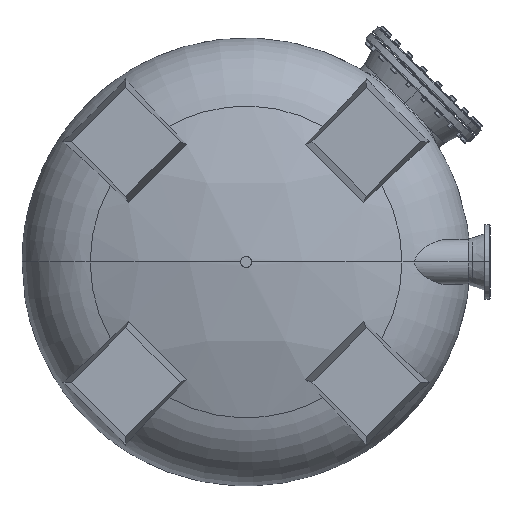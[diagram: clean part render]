
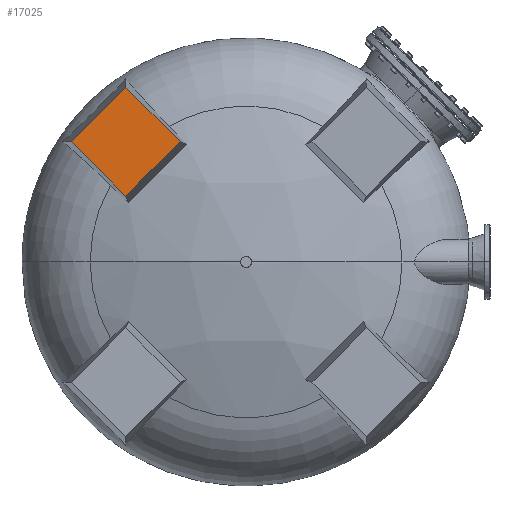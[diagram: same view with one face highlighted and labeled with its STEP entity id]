
A CAD part, front view. The second image highlights one B-rep face of the part: STEP entity #17025.
In plain terms, the highlighted planar face has unit normal (0, -1, 0).
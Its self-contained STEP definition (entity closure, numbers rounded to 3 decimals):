
#468 = CARTESIAN_POINT ( 'NONE',  ( -646.384, -1607.194, 733.637 ) ) ;
#1339 = FACE_OUTER_BOUND ( 'NONE', #44026, .T. ) ;
#3140 = CARTESIAN_POINT ( 'NONE',  ( -398.897, -1607.194, 486.149 ) ) ;
#3494 = B_SPLINE_CURVE_WITH_KNOTS ( 'NONE', 3,
 ( #45106, #24317, #28871, #32680 ),
 .UNSPECIFIED., .F., .F.,
 ( 4, 4 ),
 ( 0., 1. ),
 .UNSPECIFIED. ) ;
#5636 = PLANE ( 'NONE',  #12674 ) ;
#5839 = EDGE_CURVE ( 'NONE', #46975, #38995, #41597, .T. ) ;
#6073 = CARTESIAN_POINT ( 'NONE',  ( -646.384, -1607.194, 733.637 ) ) ;
#11583 = CARTESIAN_POINT ( 'NONE',  ( -481.393, -1607.194, 568.645 ) ) ;
#12674 = AXIS2_PLACEMENT_3D ( 'NONE', #35911, #47302, #31612 ) ;
#14315 = VERTEX_POINT ( 'NONE', #23929 ) ;
#15023 = CARTESIAN_POINT ( 'NONE',  ( -646.384, -1607.194, 733.637 ) ) ;
#15840 = EDGE_CURVE ( 'NONE', #38995, #36819, #29864, .T. ) ;
#17025 = ADVANCED_FACE ( 'NONE', ( #1339 ), #5636, .T. ) ;
#19108 = CARTESIAN_POINT ( 'NONE',  ( -728.88, -1607.194, 651.141 ) ) ;
#20582 = ORIENTED_EDGE ( 'NONE', *, *, #15840, .F. ) ;
#20601 = ORIENTED_EDGE ( 'NONE', *, *, #28636, .F. ) ;
#23836 = CARTESIAN_POINT ( 'NONE',  ( -563.888, -1607.194, 651.141 ) ) ;
#23929 = CARTESIAN_POINT ( 'NONE',  ( -646.384, -1607.194, 238.662 ) ) ;
#24317 = CARTESIAN_POINT ( 'NONE',  ( -728.88, -1607.194, 321.158 ) ) ;
#28636 = EDGE_CURVE ( 'NONE', #36819, #14315, #52835, .T. ) ;
#28871 = CARTESIAN_POINT ( 'NONE',  ( -811.376, -1607.194, 403.654 ) ) ;
#29864 = B_SPLINE_CURVE_WITH_KNOTS ( 'NONE', 3,
 ( #6073, #23836, #11583, #48211 ),
 .UNSPECIFIED., .F., .F.,
 ( 4, 4 ),
 ( 0., 1. ),
 .UNSPECIFIED. ) ;
#29914 = CARTESIAN_POINT ( 'NONE',  ( -563.888, -1607.194, 321.158 ) ) ;
#31157 = CARTESIAN_POINT ( 'NONE',  ( -893.872, -1607.194, 486.149 ) ) ;
#31612 = DIRECTION ( 'NONE',  ( 0., 0., -1. ) ) ;
#32680 = CARTESIAN_POINT ( 'NONE',  ( -893.872, -1607.194, 486.149 ) ) ;
#34350 = ORIENTED_EDGE ( 'NONE', *, *, #5839, .F. ) ;
#35911 = CARTESIAN_POINT ( 'NONE',  ( -98.376, -1607.194, -61.858 ) ) ;
#35990 = EDGE_CURVE ( 'NONE', #14315, #46975, #3494, .T. ) ;
#36819 = VERTEX_POINT ( 'NONE', #3140 ) ;
#38995 = VERTEX_POINT ( 'NONE', #468 ) ;
#39158 = CARTESIAN_POINT ( 'NONE',  ( -811.376, -1607.194, 568.645 ) ) ;
#41597 = B_SPLINE_CURVE_WITH_KNOTS ( 'NONE', 3,
 ( #43724, #39158, #19108, #15023 ),
 .UNSPECIFIED., .F., .F.,
 ( 4, 4 ),
 ( 0., 1. ),
 .UNSPECIFIED. ) ;
#42353 = CARTESIAN_POINT ( 'NONE',  ( -398.897, -1607.194, 486.149 ) ) ;
#43724 = CARTESIAN_POINT ( 'NONE',  ( -893.872, -1607.194, 486.149 ) ) ;
#44026 = EDGE_LOOP ( 'NONE', ( #20582, #34350, #45007, #20601 ) ) ;
#45007 = ORIENTED_EDGE ( 'NONE', *, *, #35990, .F. ) ;
#45106 = CARTESIAN_POINT ( 'NONE',  ( -646.384, -1607.194, 238.662 ) ) ;
#46975 = VERTEX_POINT ( 'NONE', #31157 ) ;
#47302 = DIRECTION ( 'NONE',  ( 0., -1., 0. ) ) ;
#48211 = CARTESIAN_POINT ( 'NONE',  ( -398.897, -1607.194, 486.149 ) ) ;
#51309 = CARTESIAN_POINT ( 'NONE',  ( -481.393, -1607.194, 403.654 ) ) ;
#51568 = CARTESIAN_POINT ( 'NONE',  ( -646.384, -1607.194, 238.662 ) ) ;
#52835 = B_SPLINE_CURVE_WITH_KNOTS ( 'NONE', 3,
 ( #42353, #51309, #29914, #51568 ),
 .UNSPECIFIED., .F., .F.,
 ( 4, 4 ),
 ( 0., 1. ),
 .UNSPECIFIED. ) ;
